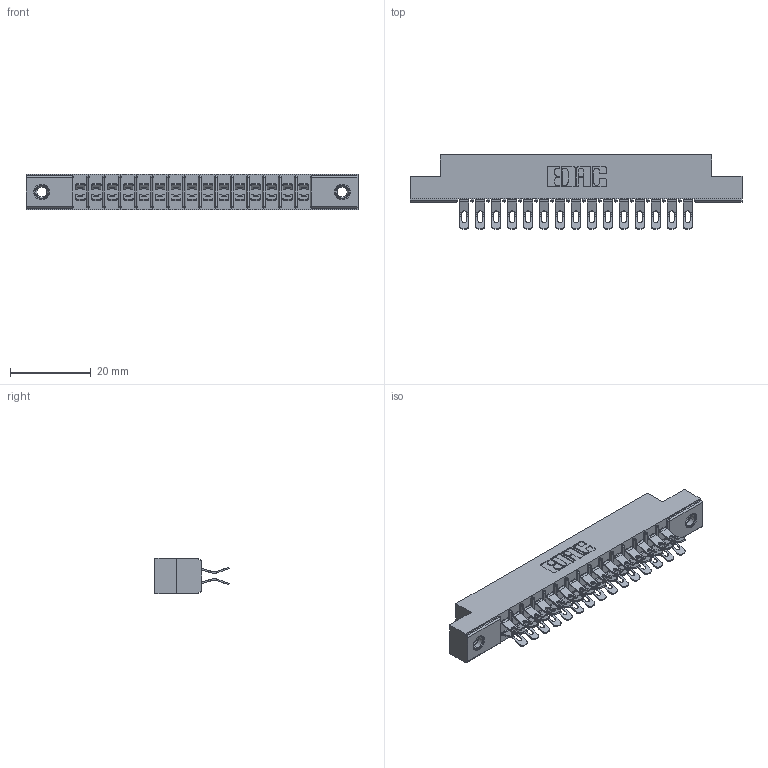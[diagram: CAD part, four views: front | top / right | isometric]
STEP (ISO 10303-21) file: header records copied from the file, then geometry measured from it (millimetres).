
FILE_DESCRIPTION (( 'STEP AP203' ), '1' );
FILE_NAME ('305-030-555-507.STEP', '2019-09-09T16:18:23', ( '' ), ( '' ), 'SwSTEP 2.0', 'SolidWorks 2016', '' );
FILE_SCHEMA (( 'CONFIG_CONTROL_DESIGN' ));
Length unit declared in the file: inch
Products named in the file (4): 305 Part_.156 Dia; 305-030-555-507; 305-290-001_555; 345-250-001_345-250-005-103
Assembly tree (33 placements, depth 2):
  305-030-555-507
    305 Part_.156 Dia
    305-290-001_555  x30
    345-250-001_345-250-005-103  x2
Bounding box: 82.45 x 18.41 x 8.71 mm (x, y, z)
Volume: 5043.4 mm3; surface area: 10140 mm2
Topology: 33 solids, 33 shells, 2156 faces, 6377 edges, 4162 vertices
Faces by surface type: plane 1060, cylinder 1020, sphere 60, cone 12, torus 4
Entity records: 21337 total; most frequent: CARTESIAN_POINT 3532, ORIENTED_EDGE 3486, DIRECTION 3443, EDGE_CURVE 1743, LINE 1357, VECTOR 1357, VERTEX_POINT 1116, AXIS2_PLACEMENT_3D 1043
